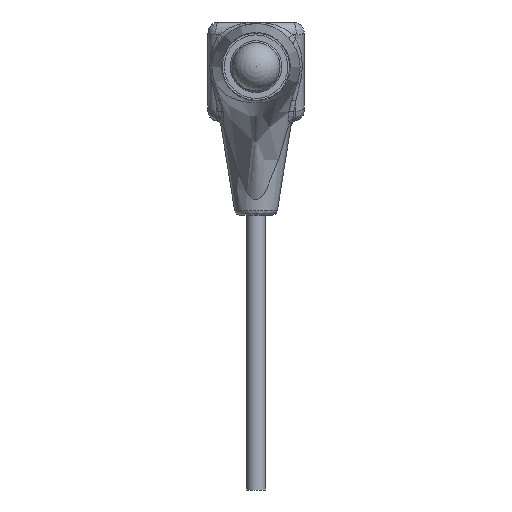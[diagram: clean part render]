
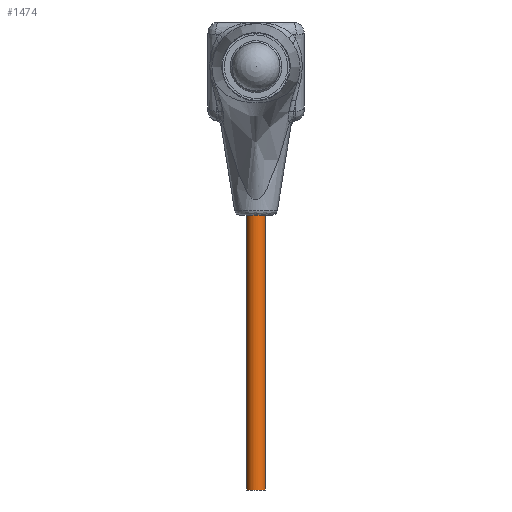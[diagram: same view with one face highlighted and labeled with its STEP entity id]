
A CAD part, front view. The second image highlights one B-rep face of the part: STEP entity #1474.
In plain terms, the highlighted cylindrical face has radius 0.675 mm (diameter 1.35 mm), a full revolution.
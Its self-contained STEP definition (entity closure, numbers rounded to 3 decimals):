
#50=CIRCLE('',#1506,0.675);
#53=CIRCLE('',#1527,0.675);
#67=LINE('',#10876,#81);
#81=VECTOR('',#1616,0.675);
#86=CYLINDRICAL_SURFACE('',#1526,0.675);
#242=FACE_OUTER_BOUND('',#345,.T.);
#345=EDGE_LOOP('',(#1353,#1354,#1355,#1356));
#598=VERTEX_POINT('',#3235);
#687=VERTEX_POINT('',#10874);
#743=EDGE_CURVE('',#598,#598,#50,.T.);
#912=EDGE_CURVE('',#687,#687,#53,.T.);
#913=EDGE_CURVE('',#687,#598,#67,.T.);
#1353=ORIENTED_EDGE('',*,*,#912,.F.);
#1354=ORIENTED_EDGE('',*,*,#913,.T.);
#1355=ORIENTED_EDGE('',*,*,#743,.F.);
#1356=ORIENTED_EDGE('',*,*,#913,.F.);
#1474=ADVANCED_FACE('',(#242),#86,.T.);
#1506=AXIS2_PLACEMENT_3D('',#3236,#1564,#1565);
#1526=AXIS2_PLACEMENT_3D('',#10873,#1612,#1613);
#1527=AXIS2_PLACEMENT_3D('',#10875,#1614,#1615);
#1564=DIRECTION('center_axis',(0.,0.,1.));
#1565=DIRECTION('ref_axis',(1.,0.,0.));
#1612=DIRECTION('center_axis',(0.,0.,-1.));
#1613=DIRECTION('ref_axis',(1.,0.,0.));
#1614=DIRECTION('center_axis',(0.,0.,-1.));
#1615=DIRECTION('ref_axis',(1.,0.,0.));
#1616=DIRECTION('',(0.,0.,1.));
#3235=CARTESIAN_POINT('',(21.325,9.6,-10.8));
#3236=CARTESIAN_POINT('Origin',(22.,9.6,-10.8));
#10873=CARTESIAN_POINT('Origin',(22.,9.6,-10.8));
#10874=CARTESIAN_POINT('',(21.325,9.6,-30.8));
#10875=CARTESIAN_POINT('Origin',(22.,9.6,-30.8));
#10876=CARTESIAN_POINT('',(21.325,9.6,-10.8));
